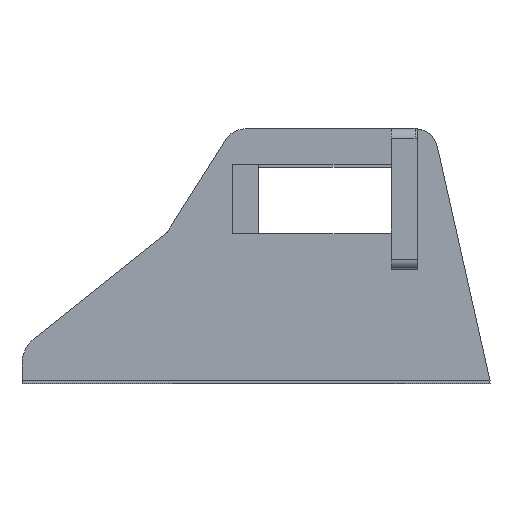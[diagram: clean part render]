
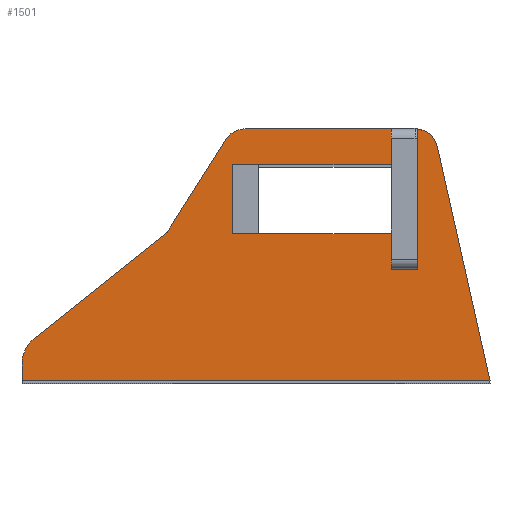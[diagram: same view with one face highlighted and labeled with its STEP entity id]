
A CAD part, top view. The second image highlights one B-rep face of the part: STEP entity #1501.
In plain terms, the highlighted planar face has unit normal (0, 0, 1).
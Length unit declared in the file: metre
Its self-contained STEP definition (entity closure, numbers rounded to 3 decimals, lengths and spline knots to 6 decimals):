
#56=CIRCLE('',#1658,0.007);
#57=CIRCLE('',#1659,0.01);
#58=CIRCLE('',#1660,0.007);
#354=ORIENTED_EDGE('',*,*,#636,.F.);
#355=ORIENTED_EDGE('',*,*,#637,.T.);
#356=ORIENTED_EDGE('',*,*,#638,.F.);
#357=ORIENTED_EDGE('',*,*,#639,.F.);
#358=ORIENTED_EDGE('',*,*,#640,.T.);
#359=ORIENTED_EDGE('',*,*,#641,.T.);
#360=ORIENTED_EDGE('',*,*,#642,.T.);
#361=ORIENTED_EDGE('',*,*,#643,.T.);
#362=ORIENTED_EDGE('',*,*,#644,.T.);
#363=ORIENTED_EDGE('',*,*,#645,.T.);
#364=ORIENTED_EDGE('',*,*,#646,.T.);
#365=ORIENTED_EDGE('',*,*,#647,.T.);
#366=ORIENTED_EDGE('',*,*,#648,.T.);
#367=ORIENTED_EDGE('',*,*,#649,.T.);
#368=ORIENTED_EDGE('',*,*,#650,.T.);
#369=ORIENTED_EDGE('',*,*,#651,.F.);
#370=ORIENTED_EDGE('',*,*,#652,.F.);
#371=ORIENTED_EDGE('',*,*,#632,.F.);
#632=EDGE_CURVE('',#798,#799,#939,.T.);
#636=EDGE_CURVE('',#802,#798,#941,.T.);
#637=EDGE_CURVE('',#802,#803,#942,.T.);
#638=EDGE_CURVE('',#804,#803,#943,.T.);
#639=EDGE_CURVE('',#805,#804,#944,.T.);
#640=EDGE_CURVE('',#805,#806,#945,.T.);
#641=EDGE_CURVE('',#806,#807,#56,.T.);
#642=EDGE_CURVE('',#807,#808,#946,.T.);
#643=EDGE_CURVE('',#808,#809,#947,.T.);
#644=EDGE_CURVE('',#809,#810,#57,.T.);
#645=EDGE_CURVE('',#810,#811,#948,.T.);
#646=EDGE_CURVE('',#811,#812,#949,.T.);
#647=EDGE_CURVE('',#812,#813,#950,.T.);
#648=EDGE_CURVE('',#813,#814,#58,.T.);
#649=EDGE_CURVE('',#814,#815,#951,.T.);
#650=EDGE_CURVE('',#815,#816,#952,.T.);
#651=EDGE_CURVE('',#817,#816,#953,.T.);
#652=EDGE_CURVE('',#799,#817,#954,.T.);
#798=VERTEX_POINT('',#2400);
#799=VERTEX_POINT('',#2402);
#802=VERTEX_POINT('',#2411);
#803=VERTEX_POINT('',#2413);
#804=VERTEX_POINT('',#2415);
#805=VERTEX_POINT('',#2417);
#806=VERTEX_POINT('',#2419);
#807=VERTEX_POINT('',#2421);
#808=VERTEX_POINT('',#2423);
#809=VERTEX_POINT('',#2425);
#810=VERTEX_POINT('',#2427);
#811=VERTEX_POINT('',#2429);
#812=VERTEX_POINT('',#2431);
#813=VERTEX_POINT('',#2433);
#814=VERTEX_POINT('',#2435);
#815=VERTEX_POINT('',#2437);
#816=VERTEX_POINT('',#2439);
#817=VERTEX_POINT('',#2441);
#939=LINE('',#2401,#1076);
#941=LINE('',#2410,#1078);
#942=LINE('',#2412,#1079);
#943=LINE('',#2414,#1080);
#944=LINE('',#2416,#1081);
#945=LINE('',#2418,#1082);
#946=LINE('',#2422,#1083);
#947=LINE('',#2424,#1084);
#948=LINE('',#2428,#1085);
#949=LINE('',#2430,#1086);
#950=LINE('',#2432,#1087);
#951=LINE('',#2436,#1088);
#952=LINE('',#2438,#1089);
#953=LINE('',#2440,#1090);
#954=LINE('',#2442,#1091);
#1076=VECTOR('',#1974,1.);
#1078=VECTOR('',#1984,1.);
#1079=VECTOR('',#1985,1.);
#1080=VECTOR('',#1986,1.);
#1081=VECTOR('',#1987,1.);
#1082=VECTOR('',#1988,1.);
#1083=VECTOR('',#1991,1.);
#1084=VECTOR('',#1992,1.);
#1085=VECTOR('',#1995,1.);
#1086=VECTOR('',#1996,1.);
#1087=VECTOR('',#1997,1.);
#1088=VECTOR('',#2000,1.);
#1089=VECTOR('',#2001,1.);
#1090=VECTOR('',#2002,1.);
#1091=VECTOR('',#2003,1.);
#1214=EDGE_LOOP('',(#354,#355,#356,#357,#358,#359,#360,#361,#362,#363,#364,
#365,#366,#367,#368,#369,#370,#371));
#1351=FACE_BOUND('',#1214,.T.);
#1433=PLANE('',#1657);
#1501=ADVANCED_FACE('',(#1351),#1433,.F.);
#1657=AXIS2_PLACEMENT_3D('',#2409,#1982,#1983);
#1658=AXIS2_PLACEMENT_3D('',#2420,#1989,#1990);
#1659=AXIS2_PLACEMENT_3D('',#2426,#1993,#1994);
#1660=AXIS2_PLACEMENT_3D('',#2434,#1998,#1999);
#1974=DIRECTION('',(1.,0.,0.));
#1982=DIRECTION('',(0.,0.,-1.));
#1983=DIRECTION('',(1.,0.,0.));
#1984=DIRECTION('',(0.,-1.,0.));
#1985=DIRECTION('',(1.,0.,0.));
#1986=DIRECTION('',(-1.,0.,0.));
#1987=DIRECTION('',(0.,-1.,0.));
#1988=DIRECTION('',(-1.,0.,0.));
#1989=DIRECTION('',(0.,0.,1.));
#1990=DIRECTION('',(0.,-1.,0.));
#1991=DIRECTION('',(-0.535,-0.845,0.));
#1992=DIRECTION('',(-0.781,-0.625,0.));
#1993=DIRECTION('',(0.,0.,1.));
#1994=DIRECTION('',(0.,-1.,0.));
#1995=DIRECTION('',(0.,-1.,0.));
#1996=DIRECTION('',(1.,0.,0.));
#1997=DIRECTION('',(-0.22,0.976,0.));
#1998=DIRECTION('',(0.,0.,1.));
#1999=DIRECTION('',(0.,-1.,0.));
#2000=DIRECTION('',(0.,-1.,0.));
#2001=DIRECTION('',(-1.,0.,0.));
#2002=DIRECTION('',(0.,-1.,0.));
#2003=DIRECTION('',(1.,0.,0.));
#2400=CARTESIAN_POINT('',(-0.0183,-0.0206,0.468));
#2401=CARTESIAN_POINT('',(-0.0143,-0.0206,0.468));
#2402=CARTESIAN_POINT('',(-0.0103,-0.0206,0.468));
#2409=CARTESIAN_POINT('',(-0.011128,-0.027,0.468));
#2410=CARTESIAN_POINT('',(-0.0183,-0.01,0.468));
#2411=CARTESIAN_POINT('',(-0.0183,0.0006,0.468));
#2412=CARTESIAN_POINT('',(-0.0143,0.0006,0.468));
#2413=CARTESIAN_POINT('',(-0.0103,0.0006,0.468));
#2414=CARTESIAN_POINT('',(0.01,0.0006,0.468));
#2415=CARTESIAN_POINT('',(0.0303,0.0006,0.468));
#2416=CARTESIAN_POINT('',(0.0303,-0.014163,0.468));
#2417=CARTESIAN_POINT('',(0.0303,0.0116,0.468));
#2418=CARTESIAN_POINT('',(0.011572,0.0116,0.468));
#2419=CARTESIAN_POINT('',(-0.014446,0.0116,0.468));
#2420=CARTESIAN_POINT('',(-0.014446,0.0046,0.468));
#2421=CARTESIAN_POINT('',(-0.020361,0.008344,0.468));
#2422=CARTESIAN_POINT('',(-0.029331,-0.005828,0.468));
#2423=CARTESIAN_POINT('',(-0.0383,-0.02,0.468));
#2424=CARTESIAN_POINT('',(-0.058681,-0.036299,0.468));
#2425=CARTESIAN_POINT('',(-0.079061,-0.052598,0.468));
#2426=CARTESIAN_POINT('',(-0.072816,-0.060407,0.468));
#2427=CARTESIAN_POINT('',(-0.082816,-0.060407,0.468));
#2428=CARTESIAN_POINT('',(-0.082816,-0.063004,0.468));
#2429=CARTESIAN_POINT('',(-0.082816,-0.0656,0.468));
#2430=CARTESIAN_POINT('',(-0.011128,-0.0656,0.468));
#2431=CARTESIAN_POINT('',(0.06056,-0.0656,0.468));
#2432=CARTESIAN_POINT('',(0.05249,-0.029732,0.468));
#2433=CARTESIAN_POINT('',(0.044419,0.006137,0.468));
#2434=CARTESIAN_POINT('',(0.03759,0.0046,0.468));
#2435=CARTESIAN_POINT('',(0.0383,0.011564,0.468));
#2436=CARTESIAN_POINT('',(0.0383,-0.01,0.468));
#2437=CARTESIAN_POINT('',(0.0383,-0.03146,0.468));
#2438=CARTESIAN_POINT('',(0.0343,-0.03146,0.468));
#2439=CARTESIAN_POINT('',(0.0303,-0.03146,0.468));
#2440=CARTESIAN_POINT('',(0.0303,-0.01,0.468));
#2441=CARTESIAN_POINT('',(0.0303,-0.0206,0.468));
#2442=CARTESIAN_POINT('',(0.01,-0.0206,0.468));
